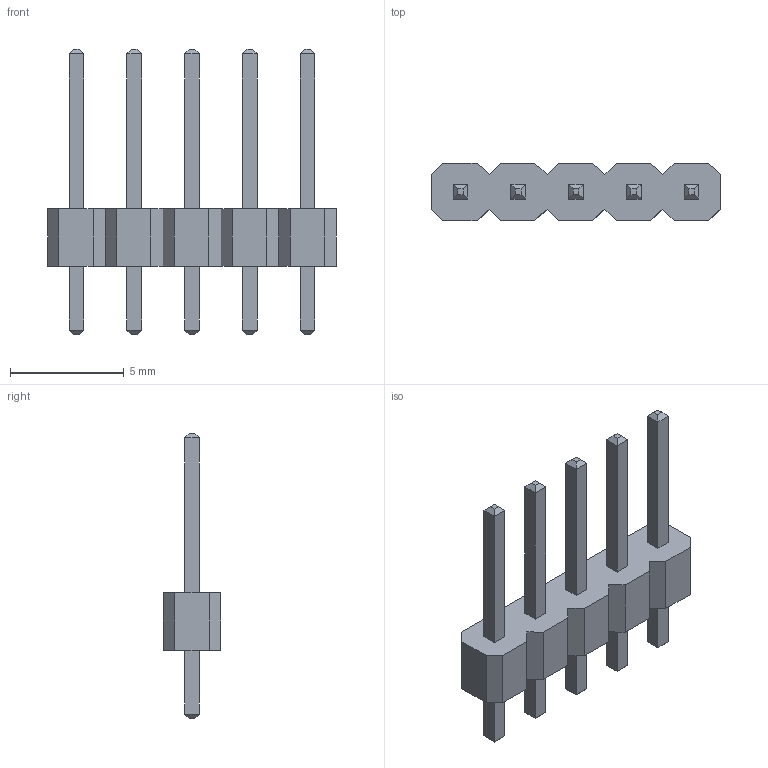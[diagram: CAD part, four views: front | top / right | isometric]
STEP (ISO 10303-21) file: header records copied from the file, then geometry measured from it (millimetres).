
FILE_DESCRIPTION(/* description */ ('PIN HEADER MACHO RECTO 27MM'),/* implementation_level */ '2;1');
FILE_NAME(/* name */ 'Pines 5 macho cortos.step',/* time_stamp */ '2020-03-26T09:46:58-03:00',/* author */ ('mcorrea'),/* organization */ (''),/* preprocessor_version */ 'ST-DEVELOPER v17',/* originating_system */ 'Autodesk Inventor 2018',/* authorisation */ '');
FILE_SCHEMA (('AUTOMOTIVE_DESIGN { 1 0 10303 214 3 1 1 }'));
Length unit declared in the file: millimetre
Products named in the file (1): Pines 5 macho cortos
Bounding box: 12.7 x 2.54 x 12.54 mm (x, y, z)
Volume: 95.8 mm3; surface area: 268.5 mm2
Topology: 1 solids, 1 shells, 124 faces, 296 edges, 184 vertices
Faces by surface type: plane 124
Entity records: 3637 total; most frequent: CARTESIAN_POINT 605, ORIENTED_EDGE 592, DIRECTION 546, LINE 296, VECTOR 296, EDGE_CURVE 296, VERTEX_POINT 184, EDGE_LOOP 134
